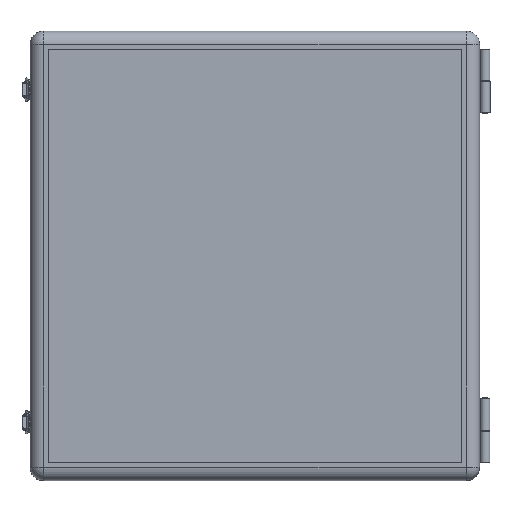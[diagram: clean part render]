
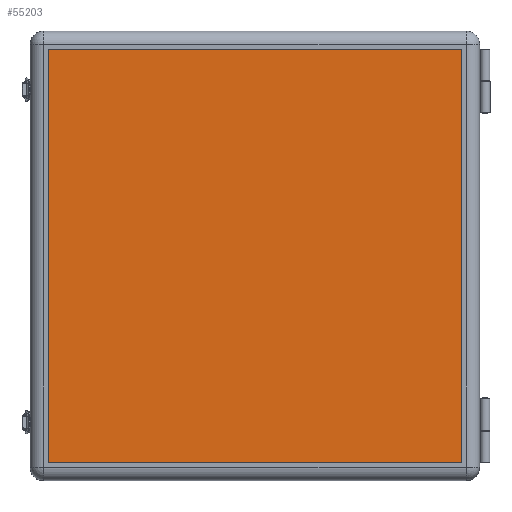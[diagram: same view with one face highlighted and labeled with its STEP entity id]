
A CAD part, top view. The second image highlights one B-rep face of the part: STEP entity #55203.
In plain terms, the highlighted face is planar.
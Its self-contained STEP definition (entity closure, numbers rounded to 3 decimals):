
#37500 = EDGE_CURVE ( 'NONE', #52707, #56184, #42393, .T. ) ;
#37506 = EDGE_CURVE ( 'NONE', #56184, #52856, #42435, .T. ) ;
#37515 = EDGE_CURVE ( 'NONE', #53757, #52707, #42463, .T. ) ;
#37519 = EDGE_CURVE ( 'NONE', #52856, #53757, #42477, .T. ) ;
#41401 = VECTOR ( 'NONE', #42419, 1000. ) ;
#41410 = VECTOR ( 'NONE', #42441, 1000. ) ;
#41418 = VECTOR ( 'NONE', #42469, 1000. ) ;
#41423 = VECTOR ( 'NONE', #42482, 1000. ) ;
#42393 = LINE ( 'NONE', #42415, #41401 ) ;
#42415 = CARTESIAN_POINT ( 'NONE',  ( 230., -235., 0. ) ) ;
#42419 = DIRECTION ( 'NONE',  ( 0., 1., 0. ) ) ;
#42435 = LINE ( 'NONE', #42439, #41410 ) ;
#42439 = CARTESIAN_POINT ( 'NONE',  ( -235., 230., 0. ) ) ;
#42441 = DIRECTION ( 'NONE',  ( -1., 0., 0. ) ) ;
#42463 = LINE ( 'NONE', #42467, #41418 ) ;
#42467 = CARTESIAN_POINT ( 'NONE',  ( -235., -230., 0. ) ) ;
#42469 = DIRECTION ( 'NONE',  ( 1., 0., 0. ) ) ;
#42477 = LINE ( 'NONE', #42480, #41423 ) ;
#42480 = CARTESIAN_POINT ( 'NONE',  ( -230., -235., 0. ) ) ;
#42482 = DIRECTION ( 'NONE',  ( 0., -1., 0. ) ) ;
#47506 = ORIENTED_EDGE ( 'NONE', *, *, #37500, .F. ) ;
#47508 = ORIENTED_EDGE ( 'NONE', *, *, #37515, .F. ) ;
#47510 = ORIENTED_EDGE ( 'NONE', *, *, #37519, .F. ) ;
#47512 = ORIENTED_EDGE ( 'NONE', *, *, #37506, .F. ) ;
#52021 = AXIS2_PLACEMENT_3D ( 'NONE', #59021, #59032, #59033 ) ;
#52707 = VERTEX_POINT ( 'NONE', #54674 ) ;
#52856 = VERTEX_POINT ( 'NONE', #54782 ) ;
#53757 = VERTEX_POINT ( 'NONE', #56899 ) ;
#54674 = CARTESIAN_POINT ( 'NONE',  ( 230., -230., 0. ) ) ;
#54782 = CARTESIAN_POINT ( 'NONE',  ( -230., 230., 0. ) ) ;
#55203 = ADVANCED_FACE ( 'NONE', ( #59029 ), #59030, .F. ) ;
#56184 = VERTEX_POINT ( 'NONE', #64628 ) ;
#56201 = EDGE_LOOP ( 'NONE', ( #47506, #47508, #47510, #47512 ) ) ;
#56899 = CARTESIAN_POINT ( 'NONE',  ( -230., -230., 0. ) ) ;
#59021 = CARTESIAN_POINT ( 'NONE',  ( -235., -235., 0. ) ) ;
#59029 = FACE_OUTER_BOUND ( 'NONE', #56201, .T. ) ;
#59030 = PLANE ( 'NONE',  #52021 ) ;
#59032 = DIRECTION ( 'NONE',  ( 0., 0., 1. ) ) ;
#59033 = DIRECTION ( 'NONE',  ( 1., 0., 0. ) ) ;
#64628 = CARTESIAN_POINT ( 'NONE',  ( 230., 230., 0. ) ) ;
